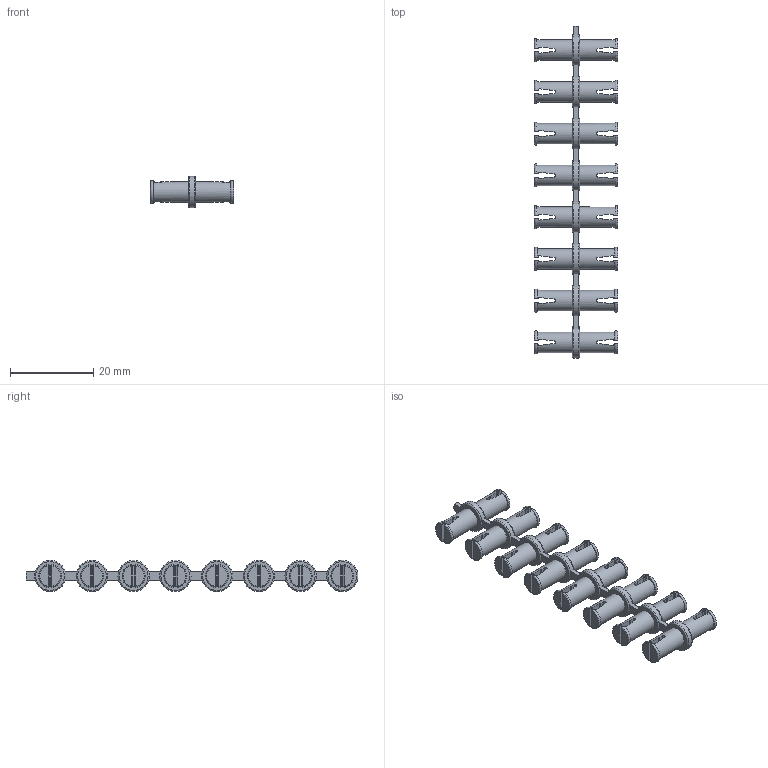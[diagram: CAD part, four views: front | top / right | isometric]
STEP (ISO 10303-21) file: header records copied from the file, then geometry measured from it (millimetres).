
FILE_DESCRIPTION(/* description */ (''),/* implementation_level */ '2;1');
FILE_NAME(/* name */ 'CP1x1 test assembly.stp',/* time_stamp */ '2019-02-28T19:20:44+01:00',/* author */ ('Varga Daniel'),/* organization */ (''),/* preprocessor_version */ 'ST-DEVELOPER v17.2',/* originating_system */ 'Autodesk Inventor 2019',/* authorisation */ '');
FILE_SCHEMA (('AUTOMOTIVE_DESIGN { 1 0 10303 214 3 1 1 }'));
Length unit declared in the file: millimetre
Products named in the file (10): CP1x1 test assembly; CP1x1_4,950_8,500; CP1x1_4,925_8,500; CP1x1_4,900_8,500; CP1x1_4,875_8,500; CP1x1_4,850_8,500; CP1x1_4,900_8,400; CP1x1_4,900_8,425; CP1x1_4,900_8,450; pin_interconnect
Assembly tree (9 placements, depth 2):
  CP1x1 test assembly
    CP1x1_4,950_8,500
    CP1x1_4,925_8,500
    CP1x1_4,900_8,500
    CP1x1_4,875_8,500
    CP1x1_4,850_8,500
    CP1x1_4,900_8,400
    CP1x1_4,900_8,425
    CP1x1_4,900_8,450
    pin_interconnect
Bounding box: 20 x 79.53 x 7.5 mm (x, y, z)
Volume: 3166 mm3; surface area: 4445.4 mm2
Topology: 9 solids, 9 shells, 430 faces, 1220 edges, 824 vertices
Faces by surface type: plane 197, cylinder 153, torus 80
Full cylindrical faces by diameter (mm): 4.85 x2, 4.875 x2, 4.9 x8, 4.925 x2, 4.95 x2, 7.5 x8
Entity records: 17418 total; most frequent: CARTESIAN_POINT 5806, ORIENTED_EDGE 2440, DIRECTION 2090, EDGE_CURVE 1220, VERTEX_POINT 824, AXIS2_PLACEMENT_3D 804, LINE 482, VECTOR 482
